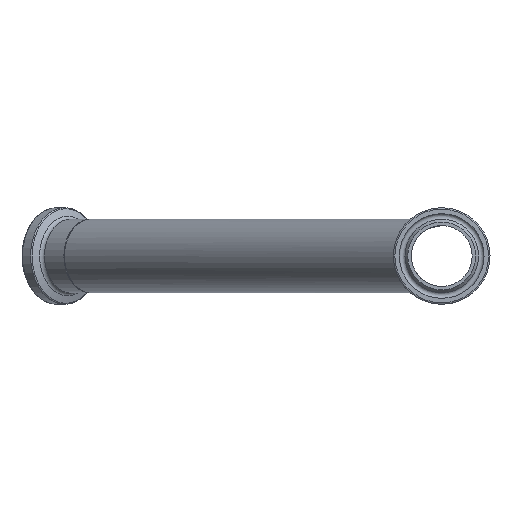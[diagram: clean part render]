
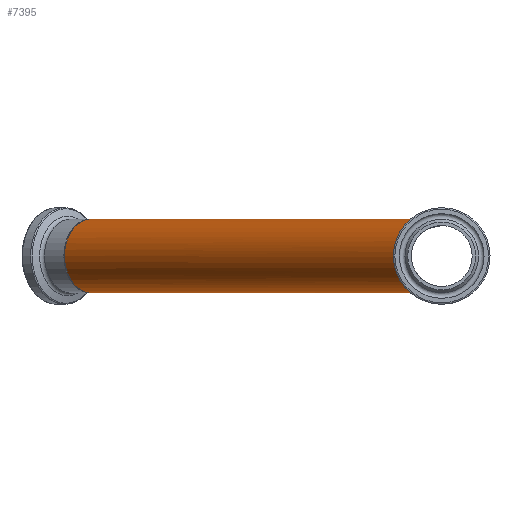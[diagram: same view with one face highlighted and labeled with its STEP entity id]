
A CAD part, left-side view. The second image highlights one B-rep face of the part: STEP entity #7395.
In plain terms, the highlighted cylindrical face has radius 9.525 mm (diameter 19.05 mm), a full revolution.
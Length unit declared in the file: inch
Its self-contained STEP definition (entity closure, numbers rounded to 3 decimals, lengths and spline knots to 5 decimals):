
#74=ELLIPSE('',#7786,0.4059,0.375);
#75=ELLIPSE('',#7787,0.97992,0.375);
#76=ELLIPSE('',#7788,0.97992,0.375);
#802=FACE_OUTER_BOUND('',#1239,.T.);
#1239=EDGE_LOOP('',(#6591,#6592,#6593,#6594,#6595,#6596,#6597));
#1747=LINE('',#16539,#2215);
#2215=VECTOR('',#9136,0.375);
#2354=CIRCLE('',#7800,0.375);
#2355=CIRCLE('',#7801,0.375);
#3465=VERTEX_POINT('',#16504);
#3466=VERTEX_POINT('',#16505);
#3467=VERTEX_POINT('',#16507);
#3468=VERTEX_POINT('',#16521);
#3469=VERTEX_POINT('',#16522);
#4537=EDGE_CURVE('',#3465,#3466,#74,.T.);
#4538=EDGE_CURVE('',#3466,#3467,#75,.T.);
#4539=EDGE_CURVE('',#3467,#3465,#76,.T.);
#4540=EDGE_CURVE('',#3468,#3469,#2354,.T.);
#4541=EDGE_CURVE('',#3469,#3468,#2355,.T.);
#4548=EDGE_CURVE('',#3469,#3467,#1747,.T.);
#6591=ORIENTED_EDGE('',*,*,#4540,.T.);
#6592=ORIENTED_EDGE('',*,*,#4548,.T.);
#6593=ORIENTED_EDGE('',*,*,#4538,.F.);
#6594=ORIENTED_EDGE('',*,*,#4537,.F.);
#6595=ORIENTED_EDGE('',*,*,#4539,.F.);
#6596=ORIENTED_EDGE('',*,*,#4548,.F.);
#6597=ORIENTED_EDGE('',*,*,#4541,.T.);
#6964=CYLINDRICAL_SURFACE('',#7809,0.375);
#7395=ADVANCED_FACE('',(#802),#6964,.T.);
#7786=AXIS2_PLACEMENT_3D('',#16506,#9088,#9089);
#7787=AXIS2_PLACEMENT_3D('',#16508,#9090,#9091);
#7788=AXIS2_PLACEMENT_3D('',#16509,#9092,#9093);
#7800=AXIS2_PLACEMENT_3D('',#16523,#9116,#9117);
#7801=AXIS2_PLACEMENT_3D('',#16524,#9118,#9119);
#7809=AXIS2_PLACEMENT_3D('',#16538,#9134,#9135);
#9088=DIRECTION('center_axis',(-0.924,-0.383,0.));
#9089=DIRECTION('ref_axis',(-0.383,0.924,0.));
#9090=DIRECTION('center_axis',(0.383,-0.924,0.));
#9091=DIRECTION('ref_axis',(0.924,0.383,0.));
#9092=DIRECTION('center_axis',(0.383,-0.924,0.));
#9093=DIRECTION('ref_axis',(0.924,0.383,0.));
#9116=DIRECTION('center_axis',(-0.707,-0.707,0.));
#9117=DIRECTION('ref_axis',(-0.707,0.707,0.));
#9118=DIRECTION('center_axis',(-0.707,-0.707,0.));
#9119=DIRECTION('ref_axis',(-0.707,0.707,0.));
#9134=DIRECTION('center_axis',(0.707,0.707,0.));
#9135=DIRECTION('ref_axis',(-0.707,0.707,0.));
#9136=DIRECTION('',(-0.707,-0.707,0.));
#16504=CARTESIAN_POINT('',(1.5,0.,0.375));
#16505=CARTESIAN_POINT('',(1.5,0.,-0.375));
#16506=CARTESIAN_POINT('Origin',(1.5,0.,0.));
#16507=CARTESIAN_POINT('',(2.40533,0.375,0.));
#16508=CARTESIAN_POINT('Origin',(1.5,0.,0.));
#16509=CARTESIAN_POINT('Origin',(1.5,0.,0.));
#16521=CARTESIAN_POINT('',(5.07973,3.57973,-0.375));
#16522=CARTESIAN_POINT('',(5.34489,3.31456,0.));
#16523=CARTESIAN_POINT('Origin',(5.07973,3.57973,0.));
#16524=CARTESIAN_POINT('Origin',(5.07973,3.57973,0.));
#16538=CARTESIAN_POINT('Origin',(3.36688,1.86688,0.));
#16539=CARTESIAN_POINT('',(3.63204,1.60171,0.));
